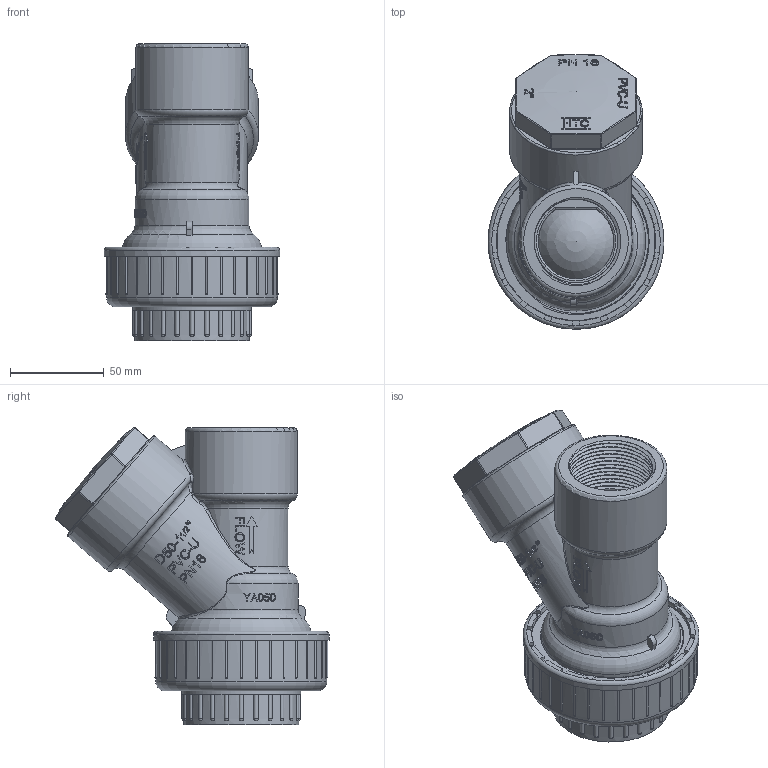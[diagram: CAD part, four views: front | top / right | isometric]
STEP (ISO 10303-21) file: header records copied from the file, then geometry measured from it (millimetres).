
FILE_DESCRIPTION(/* description */ (''),/* implementation_level */ '2;1');
FILE_NAME(/* name */ '50Y型止回三通.stp',/* time_stamp */ '2025-12-02T15:33:11+08:00',/* author */ (''),/* organization */ (''),/* preprocessor_version */ 'ST-DEVELOPER v16.7',/* originating_system */ 'SIEMENS PLM Software NX 12.0',/* authorisation */ '');
FILE_SCHEMA (('AUTOMOTIVE_DESIGN { 1 0 10303 214 3 1 1 1 }'));
Length unit declared in the file: millimetre
Products named in the file (1): Admi3F306852m83m
Bounding box: 94 x 146.69 x 159.3 mm (x, y, z)
Volume: 438930.1 mm3; surface area: 174791.5 mm2
Topology: 10 solids, 10 shells, 995 faces, 2681 edges, 1742 vertices
Faces by surface type: plane 465, cylinder 192, extrusion 128, bspline 85, sphere 60, torus 43, cone 22
Full cylindrical faces by diameter (mm): 37 x1, 40 x2, 47.803 x12, 50 x3, 50.75 x1, 53 x1, 57 x1, 57.6 x11, 59.069 x1, 60 x3, 61.112 x1, 61.5 x1, 62 x1, 63.4 x1, 64 x3, 65 x2, 67 x1, 71.1 x1, 72.4 x1, 74.5 x4, 85 x1, 91.5 x1, 94 x1
Entity records: 65216 total; most frequent: CARTESIAN_POINT 42562, ORIENTED_EDGE 4750, DIRECTION 4474, EDGE_CURVE 2375, AXIS2_PLACEMENT_3D 1761, VERTEX_POINT 1594, EDGE_LOOP 1136, ADVANCED_FACE 960
